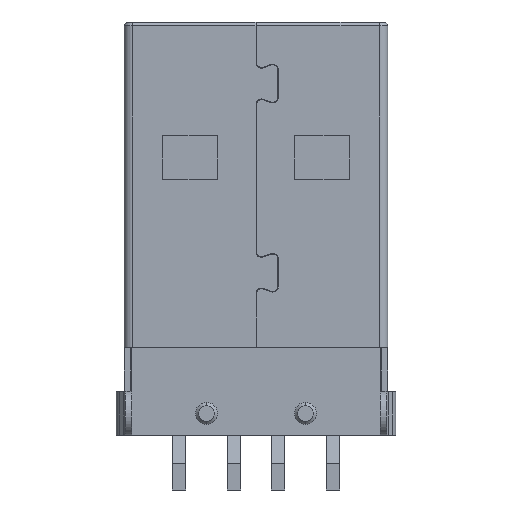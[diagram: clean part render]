
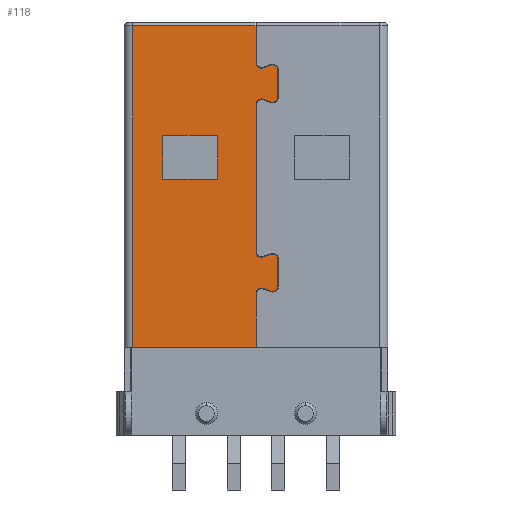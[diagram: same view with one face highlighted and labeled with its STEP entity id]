
A CAD part, front view. The second image highlights one B-rep face of the part: STEP entity #118.
In plain terms, the highlighted planar face has unit normal (0, -1, 0).
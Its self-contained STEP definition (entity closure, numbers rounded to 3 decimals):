
#118=ADVANCED_FACE('',(#491,#492),#493,.T.);
#491=FACE_OUTER_BOUND('',#1158,.T.);
#492=FACE_BOUND('',#1159,.T.);
#493=PLANE('',#1160);
#1158=EDGE_LOOP('',(#2389,#2390,#2391,#2392,#2393,#2394,#2395,#2396,#2397,#2398,#2399,#2400,#2401,#2402,#2403,#2404,#2405,#2406,#2407,#2408));
#1159=EDGE_LOOP('',(#2409,#2410,#2411,#2412));
#1160=AXIS2_PLACEMENT_3D('',#2413,#2414,#2415);
#2389=ORIENTED_EDGE('',*,*,#4903,.F.);
#2390=ORIENTED_EDGE('',*,*,#4904,.F.);
#2391=ORIENTED_EDGE('',*,*,#4867,.T.);
#2392=ORIENTED_EDGE('',*,*,#4905,.T.);
#2393=ORIENTED_EDGE('',*,*,#4906,.F.);
#2394=ORIENTED_EDGE('',*,*,#4907,.F.);
#2395=ORIENTED_EDGE('',*,*,#4908,.T.);
#2396=ORIENTED_EDGE('',*,*,#4909,.F.);
#2397=ORIENTED_EDGE('',*,*,#4910,.T.);
#2398=ORIENTED_EDGE('',*,*,#4911,.F.);
#2399=ORIENTED_EDGE('',*,*,#4912,.F.);
#2400=ORIENTED_EDGE('',*,*,#4913,.F.);
#2401=ORIENTED_EDGE('',*,*,#4914,.F.);
#2402=ORIENTED_EDGE('',*,*,#4915,.F.);
#2403=ORIENTED_EDGE('',*,*,#4916,.T.);
#2404=ORIENTED_EDGE('',*,*,#4917,.F.);
#2405=ORIENTED_EDGE('',*,*,#4918,.T.);
#2406=ORIENTED_EDGE('',*,*,#4919,.F.);
#2407=ORIENTED_EDGE('',*,*,#4920,.F.);
#2408=ORIENTED_EDGE('',*,*,#4921,.F.);
#2409=ORIENTED_EDGE('',*,*,#4922,.F.);
#2410=ORIENTED_EDGE('',*,*,#4923,.F.);
#2411=ORIENTED_EDGE('',*,*,#4924,.F.);
#2412=ORIENTED_EDGE('',*,*,#4925,.F.);
#2413=CARTESIAN_POINT('',(-5.6,-2.25,-9.4));
#2414=DIRECTION('',(0.0,-1.0,0.0));
#2415=DIRECTION('',(0.0,0.0,-1.0));
#4867=EDGE_CURVE('',#5892,#5890,#5893,.T.);
#4903=EDGE_CURVE('',#5959,#5960,#5961,.T.);
#4904=EDGE_CURVE('',#5892,#5959,#5962,.T.);
#4905=EDGE_CURVE('',#5890,#5963,#5964,.T.);
#4906=EDGE_CURVE('',#5965,#5963,#5966,.T.);
#4907=EDGE_CURVE('',#5967,#5965,#5968,.T.);
#4908=EDGE_CURVE('',#5967,#5969,#5970,.T.);
#4909=EDGE_CURVE('',#5971,#5969,#5972,.T.);
#4910=EDGE_CURVE('',#5971,#5973,#5974,.T.);
#4911=EDGE_CURVE('',#5975,#5973,#5976,.T.);
#4912=EDGE_CURVE('',#5977,#5975,#5978,.T.);
#4913=EDGE_CURVE('',#5979,#5977,#5980,.T.);
#4914=EDGE_CURVE('',#5981,#5979,#5982,.T.);
#4915=EDGE_CURVE('',#5983,#5981,#5984,.T.);
#4916=EDGE_CURVE('',#5983,#5985,#5986,.T.);
#4917=EDGE_CURVE('',#5987,#5985,#5988,.T.);
#4918=EDGE_CURVE('',#5987,#5989,#5990,.T.);
#4919=EDGE_CURVE('',#5991,#5989,#5992,.T.);
#4920=EDGE_CURVE('',#5993,#5991,#5994,.T.);
#4921=EDGE_CURVE('',#5960,#5993,#5995,.T.);
#4922=EDGE_CURVE('',#5996,#5997,#5998,.T.);
#4923=EDGE_CURVE('',#5999,#5996,#6000,.T.);
#4924=EDGE_CURVE('',#6001,#5999,#6002,.T.);
#4925=EDGE_CURVE('',#5997,#6001,#6003,.T.);
#5890=VERTEX_POINT('',#7481);
#5892=VERTEX_POINT('',#7484);
#5893=LINE('',#7485,#7486);
#5959=VERTEX_POINT('',#7575);
#5960=VERTEX_POINT('',#7576);
#5961=LINE('',#7577,#7578);
#5962=LINE('',#7579,#7580);
#5963=VERTEX_POINT('',#7581);
#5964=LINE('',#7582,#7583);
#5965=VERTEX_POINT('',#7584);
#5966=CIRCLE('',#7585,0.25);
#5967=VERTEX_POINT('',#7586);
#5968=LINE('',#7587,#7588);
#5969=VERTEX_POINT('',#7589);
#5970=CIRCLE('',#7590,0.25);
#5971=VERTEX_POINT('',#7591);
#5972=LINE('',#7592,#7593);
#5973=VERTEX_POINT('',#7594);
#5974=CIRCLE('',#7595,0.25);
#5975=VERTEX_POINT('',#7596);
#5976=LINE('',#7597,#7598);
#5977=VERTEX_POINT('',#7599);
#5978=CIRCLE('',#7600,0.25);
#5979=VERTEX_POINT('',#7601);
#5980=LINE('',#7602,#7603);
#5981=VERTEX_POINT('',#7604);
#5982=CIRCLE('',#7605,0.25);
#5983=VERTEX_POINT('',#7606);
#5984=LINE('',#7607,#7608);
#5985=VERTEX_POINT('',#7609);
#5986=CIRCLE('',#7610,0.25);
#5987=VERTEX_POINT('',#7611);
#5988=LINE('',#7612,#7613);
#5989=VERTEX_POINT('',#7614);
#5990=CIRCLE('',#7615,0.25);
#5991=VERTEX_POINT('',#7616);
#5992=LINE('',#7617,#7618);
#5993=VERTEX_POINT('',#7619);
#5994=CIRCLE('',#7620,0.25);
#5995=LINE('',#7621,#7622);
#5996=VERTEX_POINT('',#7623);
#5997=VERTEX_POINT('',#7624);
#5998=LINE('',#7625,#7626);
#5999=VERTEX_POINT('',#7627);
#6000=LINE('',#7628,#7629);
#6001=VERTEX_POINT('',#7630);
#6002=LINE('',#7631,#7632);
#6003=LINE('',#7633,#7634);
#7481=CARTESIAN_POINT('',(0.0,-2.25,-5.4));
#7484=CARTESIAN_POINT('',(-5.6,-2.25,-5.4));
#7485=CARTESIAN_POINT('',(-5.6,-2.25,-5.4));
#7486=VECTOR('',#9565,5.6);
#7575=CARTESIAN_POINT('',(-5.6,-2.25,9.227));
#7576=CARTESIAN_POINT('',(0.0,-2.25,9.227));
#7577=CARTESIAN_POINT('',(-5.6,-2.25,9.227));
#7578=VECTOR('',#9625,5.6);
#7579=CARTESIAN_POINT('',(-5.6,-2.25,-5.4));
#7580=VECTOR('',#9626,14.627);
#7581=CARTESIAN_POINT('',(0.0,-2.25,-2.95));
#7582=CARTESIAN_POINT('',(0.0,-2.25,-5.4));
#7583=VECTOR('',#9627,2.45);
#7584=CARTESIAN_POINT('',(0.336,-2.25,-2.715));
#7585=AXIS2_PLACEMENT_3D('',#9628,#9629,#9630);
#7586=CARTESIAN_POINT('',(0.664,-2.25,-2.835));
#7587=CARTESIAN_POINT('',(0.664,-2.25,-2.835));
#7588=VECTOR('',#9631,0.35);
#7589=CARTESIAN_POINT('',(1.0,-2.25,-2.6));
#7590=AXIS2_PLACEMENT_3D('',#9632,#9633,#9634);
#7591=CARTESIAN_POINT('',(1.0,-2.25,-1.4));
#7592=CARTESIAN_POINT('',(1.0,-2.25,-1.4));
#7593=VECTOR('',#9635,1.2);
#7594=CARTESIAN_POINT('',(0.664,-2.25,-1.165));
#7595=AXIS2_PLACEMENT_3D('',#9636,#9637,#9638);
#7596=CARTESIAN_POINT('',(0.336,-2.25,-1.285));
#7597=CARTESIAN_POINT('',(0.336,-2.25,-1.285));
#7598=VECTOR('',#9639,0.35);
#7599=CARTESIAN_POINT('',(0.0,-2.25,-1.05));
#7600=AXIS2_PLACEMENT_3D('',#9640,#9641,#9642);
#7601=CARTESIAN_POINT('',(0.0,-2.25,5.65));
#7602=CARTESIAN_POINT('',(0.0,-2.25,5.65));
#7603=VECTOR('',#9643,6.7);
#7604=CARTESIAN_POINT('',(0.336,-2.25,5.885));
#7605=AXIS2_PLACEMENT_3D('',#9644,#9645,#9646);
#7606=CARTESIAN_POINT('',(0.664,-2.25,5.765));
#7607=CARTESIAN_POINT('',(0.664,-2.25,5.765));
#7608=VECTOR('',#9647,0.35);
#7609=CARTESIAN_POINT('',(1.0,-2.25,6.0));
#7610=AXIS2_PLACEMENT_3D('',#9648,#9649,#9650);
#7611=CARTESIAN_POINT('',(1.0,-2.25,7.2));
#7612=CARTESIAN_POINT('',(1.0,-2.25,7.2));
#7613=VECTOR('',#9651,1.2);
#7614=CARTESIAN_POINT('',(0.664,-2.25,7.435));
#7615=AXIS2_PLACEMENT_3D('',#9652,#9653,#9654);
#7616=CARTESIAN_POINT('',(0.336,-2.25,7.315));
#7617=CARTESIAN_POINT('',(0.336,-2.25,7.315));
#7618=VECTOR('',#9655,0.35);
#7619=CARTESIAN_POINT('',(0.0,-2.25,7.55));
#7620=AXIS2_PLACEMENT_3D('',#9656,#9657,#9658);
#7621=CARTESIAN_POINT('',(0.0,-2.25,9.227));
#7622=VECTOR('',#9659,1.677);
#7623=CARTESIAN_POINT('',(-1.75,-2.25,4.24));
#7624=CARTESIAN_POINT('',(-4.25,-2.25,4.24));
#7625=CARTESIAN_POINT('',(-1.75,-2.25,4.24));
#7626=VECTOR('',#9660,2.5);
#7627=CARTESIAN_POINT('',(-1.75,-2.25,2.24));
#7628=CARTESIAN_POINT('',(-1.75,-2.25,2.24));
#7629=VECTOR('',#9661,2.0);
#7630=CARTESIAN_POINT('',(-4.25,-2.25,2.24));
#7631=CARTESIAN_POINT('',(-4.25,-2.25,2.24));
#7632=VECTOR('',#9662,2.5);
#7633=CARTESIAN_POINT('',(-4.25,-2.25,4.24));
#7634=VECTOR('',#9663,2.0);
#9565=DIRECTION('',(1.0,0.0,0.0));
#9625=DIRECTION('',(1.,0.,0.));
#9626=DIRECTION('',(0.,0.,1.));
#9627=DIRECTION('',(0.0,0.0,1.0));
#9628=CARTESIAN_POINT('',(0.25,-2.25,-2.95));
#9629=DIRECTION('',(0.0,-1.0,0.0));
#9630=DIRECTION('',(0.342,0.0,0.94));
#9631=DIRECTION('',(-0.94,0.0,0.342));
#9632=CARTESIAN_POINT('',(0.75,-2.25,-2.6));
#9633=DIRECTION('',(0.0,-1.0,-0.0));
#9634=DIRECTION('',(-0.342,0.0,-0.94));
#9635=DIRECTION('',(0.0,0.0,-1.0));
#9636=CARTESIAN_POINT('',(0.75,-2.25,-1.4));
#9637=DIRECTION('',(0.0,-1.0,0.0));
#9638=DIRECTION('',(1.0,0.0,0.0));
#9639=DIRECTION('',(0.94,0.0,0.342));
#9640=CARTESIAN_POINT('',(0.25,-2.25,-1.05));
#9641=DIRECTION('',(0.0,-1.0,0.0));
#9642=DIRECTION('',(-1.0,0.0,0.0));
#9643=DIRECTION('',(0.0,0.0,-1.0));
#9644=CARTESIAN_POINT('',(0.25,-2.25,5.65));
#9645=DIRECTION('',(0.0,-1.0,0.0));
#9646=DIRECTION('',(0.342,0.0,0.94));
#9647=DIRECTION('',(-0.94,0.0,0.342));
#9648=CARTESIAN_POINT('',(0.75,-2.25,6.0));
#9649=DIRECTION('',(0.0,-1.0,-0.0));
#9650=DIRECTION('',(-0.342,0.0,-0.94));
#9651=DIRECTION('',(0.0,0.0,-1.0));
#9652=CARTESIAN_POINT('',(0.75,-2.25,7.2));
#9653=DIRECTION('',(0.0,-1.0,0.0));
#9654=DIRECTION('',(1.0,0.0,0.0));
#9655=DIRECTION('',(0.94,0.0,0.342));
#9656=CARTESIAN_POINT('',(0.25,-2.25,7.55));
#9657=DIRECTION('',(0.0,-1.0,-0.0));
#9658=DIRECTION('',(-1.0,0.0,0.));
#9659=DIRECTION('',(0.0,0.0,-1.0));
#9660=DIRECTION('',(-1.0,0.0,0.0));
#9661=DIRECTION('',(0.0,0.0,1.0));
#9662=DIRECTION('',(1.0,0.0,0.0));
#9663=DIRECTION('',(0.0,0.0,-1.0));
